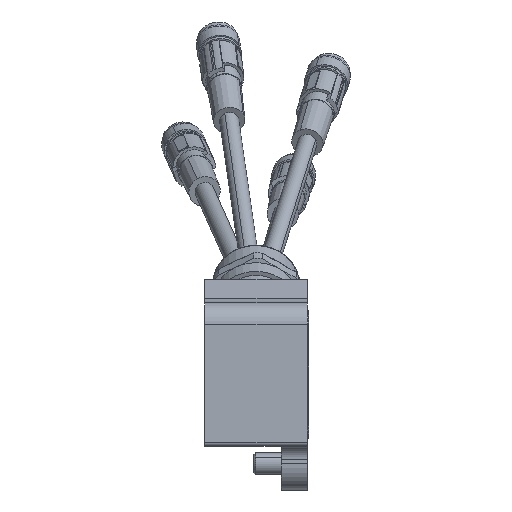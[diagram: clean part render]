
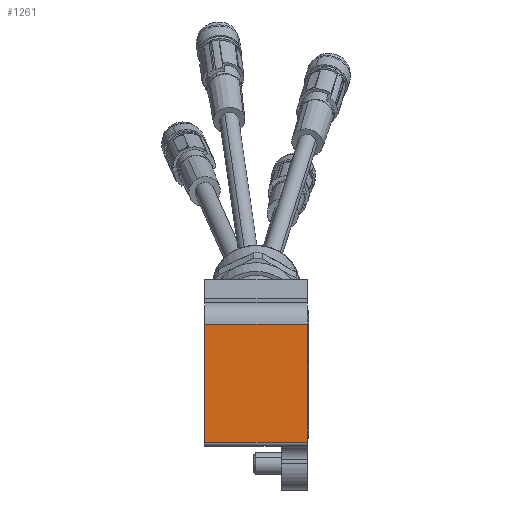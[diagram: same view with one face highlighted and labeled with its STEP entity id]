
A CAD part, left-side view. The second image highlights one B-rep face of the part: STEP entity #1261.
In plain terms, the highlighted planar face has unit normal (-1, 0, 0).
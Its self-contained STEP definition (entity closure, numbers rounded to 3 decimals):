
#640 = ORIENTED_EDGE ( 'NONE', *, *, #11625, .T. ) ;
#863 = DIRECTION ( 'NONE',  ( 0., 0., -1. ) ) ;
#1024 = CARTESIAN_POINT ( 'NONE',  ( -29., -12., 45. ) ) ;
#1136 = DIRECTION ( 'NONE',  ( 0., 0., -1. ) ) ;
#1261 = ADVANCED_FACE ( 'NONE', ( #19044 ), #9900, .F. ) ;
#1520 = CARTESIAN_POINT ( 'NONE',  ( -29., 11.5, 1. ) ) ;
#1617 = AXIS2_PLACEMENT_3D ( 'NONE', #1024, #3008, #1136 ) ;
#2595 = CARTESIAN_POINT ( 'NONE',  ( -29., -12., 28. ) ) ;
#2746 = DIRECTION ( 'NONE',  ( 0., 0., -1. ) ) ;
#2992 = VERTEX_POINT ( 'NONE', #22172 ) ;
#3008 = DIRECTION ( 'NONE',  ( 1., 0., 0. ) ) ;
#4545 = VECTOR ( 'NONE', #16417, 1000. ) ;
#4913 = EDGE_CURVE ( 'NONE', #2992, #6356, #13307, .T. ) ;
#6356 = VERTEX_POINT ( 'NONE', #11733 ) ;
#6534 = CARTESIAN_POINT ( 'NONE',  ( -29., -12., 45. ) ) ;
#6945 = EDGE_CURVE ( 'NONE', #21625, #15120, #13107, .T. ) ;
#8366 = CARTESIAN_POINT ( 'NONE',  ( -29., 11.5, 28. ) ) ;
#9900 = PLANE ( 'NONE',  #1617 ) ;
#11625 = EDGE_CURVE ( 'NONE', #2992, #21625, #12722, .T. ) ;
#11733 = CARTESIAN_POINT ( 'NONE',  ( -29., -12., 1. ) ) ;
#12209 = ORIENTED_EDGE ( 'NONE', *, *, #13155, .T. ) ;
#12722 = LINE ( 'NONE', #2595, #14708 ) ;
#12953 = EDGE_LOOP ( 'NONE', ( #15173, #12209, #20543, #640 ) ) ;
#13107 = LINE ( 'NONE', #14942, #15751 ) ;
#13155 = EDGE_CURVE ( 'NONE', #15120, #6356, #18160, .T. ) ;
#13307 = LINE ( 'NONE', #6534, #17881 ) ;
#14681 = DIRECTION ( 'NONE',  ( 0., 1., 0. ) ) ;
#14708 = VECTOR ( 'NONE', #14681, 1000. ) ;
#14942 = CARTESIAN_POINT ( 'NONE',  ( -29., 11.5, 45. ) ) ;
#15120 = VERTEX_POINT ( 'NONE', #1520 ) ;
#15173 = ORIENTED_EDGE ( 'NONE', *, *, #6945, .T. ) ;
#15751 = VECTOR ( 'NONE', #2746, 1000. ) ;
#16417 = DIRECTION ( 'NONE',  ( 0., -1., 0. ) ) ;
#17881 = VECTOR ( 'NONE', #863, 1000. ) ;
#18160 = LINE ( 'NONE', #19788, #4545 ) ;
#19044 = FACE_OUTER_BOUND ( 'NONE', #12953, .T. ) ;
#19788 = CARTESIAN_POINT ( 'NONE',  ( -29., -12., 1. ) ) ;
#20543 = ORIENTED_EDGE ( 'NONE', *, *, #4913, .F. ) ;
#21625 = VERTEX_POINT ( 'NONE', #8366 ) ;
#22172 = CARTESIAN_POINT ( 'NONE',  ( -29., -12., 28. ) ) ;
